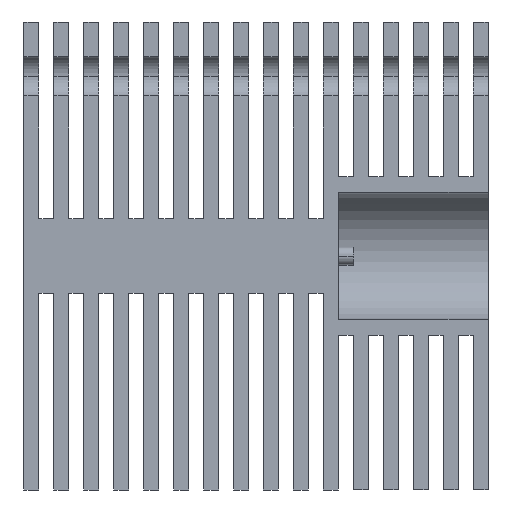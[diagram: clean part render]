
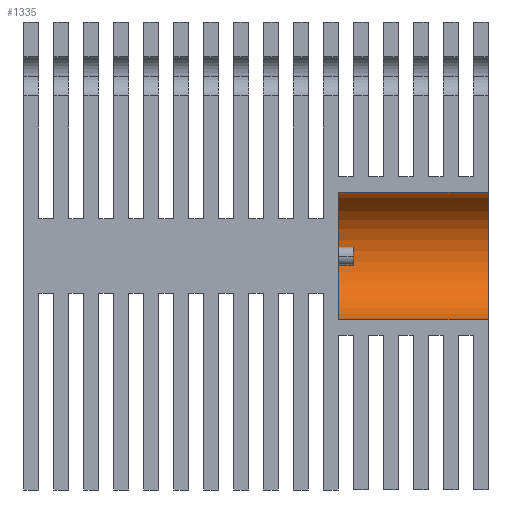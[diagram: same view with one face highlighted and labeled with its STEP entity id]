
A CAD part, top view. The second image highlights one B-rep face of the part: STEP entity #1335.
In plain terms, the highlighted cylindrical face has radius 21.5 mm (diameter 43 mm), a partial arc.
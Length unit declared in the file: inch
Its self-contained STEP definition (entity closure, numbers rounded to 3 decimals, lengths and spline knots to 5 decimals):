
#322 = EDGE_LOOP ( 'NONE', ( #6932, #4475, #3891, #829 ) ) ;
#343 = VECTOR ( 'NONE', #8324, 39.37008 ) ;
#829 = ORIENTED_EDGE ( 'NONE', *, *, #9577, .T. ) ;
#919 = VERTEX_POINT ( 'NONE', #1795 ) ;
#1335 = ADVANCED_FACE ( 'NONE', ( #8121 ), #8069, .F. ) ;
#1393 = CARTESIAN_POINT ( 'NONE',  ( 5.31496, 0., 0. ) ) ;
#1795 = CARTESIAN_POINT ( 'NONE',  ( 4.92126, 0.84071, -0.09843 ) ) ;
#1930 = CARTESIAN_POINT ( 'NONE',  ( 4.92126, -0.84071, -0.09843 ) ) ;
#2141 = VERTEX_POINT ( 'NONE', #1930 ) ;
#2240 = CARTESIAN_POINT ( 'NONE',  ( 5.31496, 0.84071, -0.09843 ) ) ;
#2263 = VERTEX_POINT ( 'NONE', #4341 ) ;
#2578 = DIRECTION ( 'NONE',  ( -1., 0., 0. ) ) ;
#2698 = LINE ( 'NONE', #2240, #9598 ) ;
#2713 = AXIS2_PLACEMENT_3D ( 'NONE', #1393, #7392, #4374 ) ;
#3767 = DIRECTION ( 'NONE',  ( 1., 0., 0. ) ) ;
#3891 = ORIENTED_EDGE ( 'NONE', *, *, #7240, .T. ) ;
#4005 = CARTESIAN_POINT ( 'NONE',  ( 5.31496, -0.84071, -0.09843 ) ) ;
#4100 = LINE ( 'NONE', #4005, #343 ) ;
#4341 = CARTESIAN_POINT ( 'NONE',  ( 6.88976, 0.84071, -0.09843 ) ) ;
#4374 = DIRECTION ( 'NONE',  ( 0., 0., 1. ) ) ;
#4475 = ORIENTED_EDGE ( 'NONE', *, *, #5402, .T. ) ;
#4495 = CARTESIAN_POINT ( 'NONE',  ( 6.88976, 0., 0. ) ) ;
#4719 = CIRCLE ( 'NONE', #7206, 0.84646 ) ;
#4948 = DIRECTION ( 'NONE',  ( -1., 0., 0. ) ) ;
#4997 = VERTEX_POINT ( 'NONE', #9139 ) ;
#5010 = CIRCLE ( 'NONE', #7955, 0.84646 ) ;
#5323 = DIRECTION ( 'NONE',  ( 0., 0., 1. ) ) ;
#5402 = EDGE_CURVE ( 'NONE', #4997, #2263, #4719, .T. ) ;
#5649 = EDGE_CURVE ( 'NONE', #4997, #2141, #4100, .T. ) ;
#6932 = ORIENTED_EDGE ( 'NONE', *, *, #5649, .F. ) ;
#7206 = AXIS2_PLACEMENT_3D ( 'NONE', #4495, #3767, #5323 ) ;
#7240 = EDGE_CURVE ( 'NONE', #2263, #919, #2698, .T. ) ;
#7392 = DIRECTION ( 'NONE',  ( -1., 0., 0. ) ) ;
#7955 = AXIS2_PLACEMENT_3D ( 'NONE', #9163, #2578, #9212 ) ;
#8069 = CYLINDRICAL_SURFACE ( 'NONE', #2713, 0.84646 ) ;
#8121 = FACE_OUTER_BOUND ( 'NONE', #322, .T. ) ;
#8324 = DIRECTION ( 'NONE',  ( -1., 0., 0. ) ) ;
#9139 = CARTESIAN_POINT ( 'NONE',  ( 6.88976, -0.84071, -0.09843 ) ) ;
#9163 = CARTESIAN_POINT ( 'NONE',  ( 4.92126, 0., 0. ) ) ;
#9212 = DIRECTION ( 'NONE',  ( 0., 0., 1. ) ) ;
#9577 = EDGE_CURVE ( 'NONE', #919, #2141, #5010, .T. ) ;
#9598 = VECTOR ( 'NONE', #4948, 39.37008 ) ;
